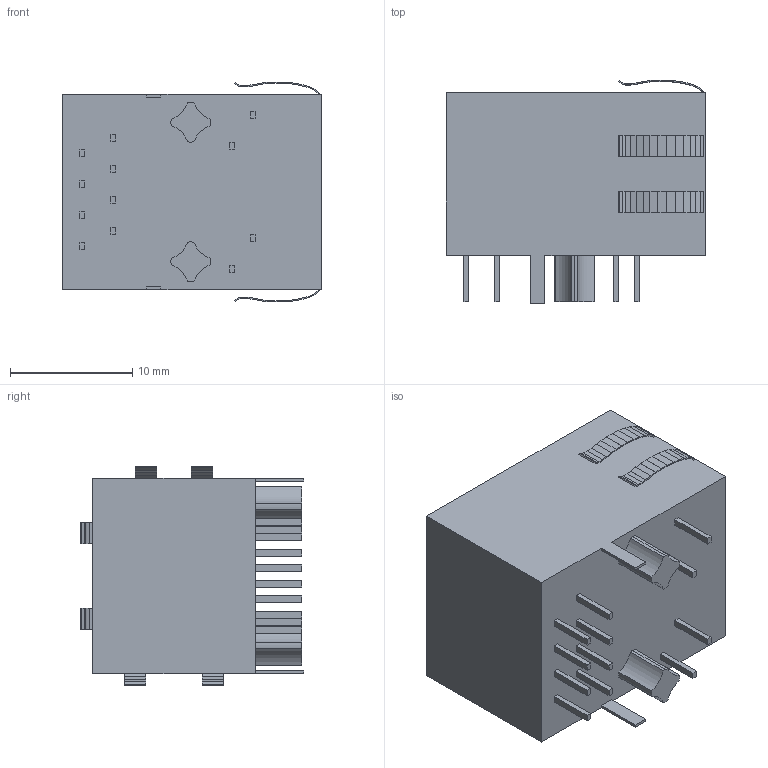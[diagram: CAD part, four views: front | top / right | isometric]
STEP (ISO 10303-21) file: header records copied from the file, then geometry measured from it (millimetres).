
FILE_DESCRIPTION (( 'STEP AP214' ), '1' );
FILE_NAME ('D9A4FBC1-9DD3-4FF8-A8B0-2BA481A1D2ED.STEP', '2023-11-03T10:27:56', ( '' ), ( '' ), 'SwSTEP 2.0', 'SolidWorks 2022', '' );
FILE_SCHEMA (( 'AUTOMOTIVE_DESIGN' ));
Length unit declared in the file: millimetre
Products named in the file (1): D9A4FBC1-9DD3-4FF8-A8B0-2BA481A1D2ED
Bounding box: 21.3 x 18.31 x 18.02 mm (x, y, z)
Volume: 3178.1 mm3; surface area: 2863.6 mm2
Topology: 1 solids, 1 shells, 479 faces, 1334 edges, 874 vertices
Faces by surface type: plane 451, cylinder 28
Entity records: 20337 total; most frequent: CARTESIAN_POINT 2712, ORIENTED_EDGE 2668, DIRECTION 2328, EDGE_CURVE 1334, VECTOR 1284, LINE 1284, VERTEX_POINT 874, AXIS2_PLACEMENT_3D 522
